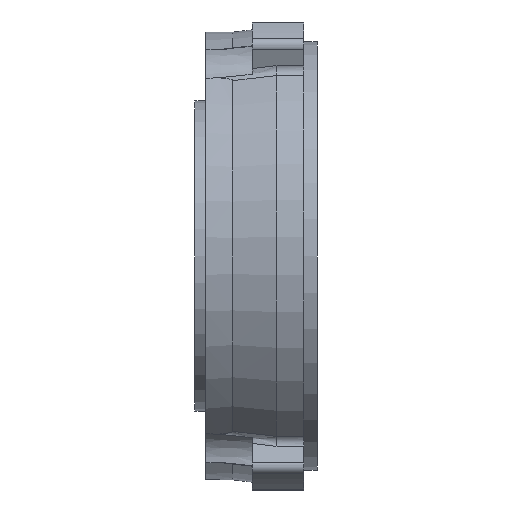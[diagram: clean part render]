
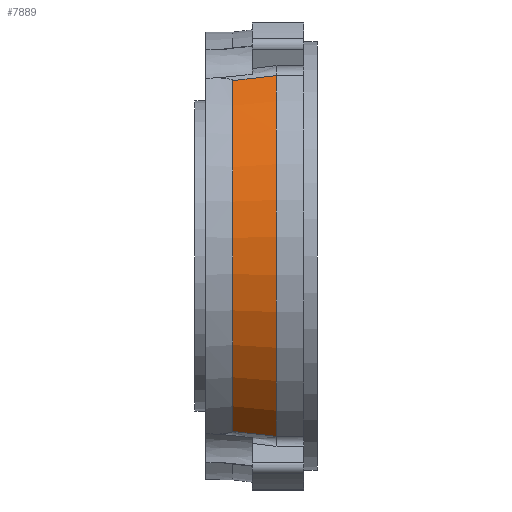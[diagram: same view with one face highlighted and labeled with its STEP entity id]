
A CAD part, front view. The second image highlights one B-rep face of the part: STEP entity #7889.
In plain terms, the highlighted conical face has half-angle 7.081 degrees and reference radius 84.5 mm.
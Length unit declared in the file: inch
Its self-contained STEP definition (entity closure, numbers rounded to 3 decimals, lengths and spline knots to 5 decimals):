
#98 = DIRECTION ( 'NONE',  ( 1., 0., 0. ) ) ;
#213 = CARTESIAN_POINT ( 'NONE',  ( 0.54331, -2.01799, -2.54508 ) ) ;
#250 = CARTESIAN_POINT ( 'NONE',  ( 0.75206, -2.02938, 2.56914 ) ) ;
#454 = CIRCLE ( 'NONE', #5758, 3.24803 ) ;
#638 = ORIENTED_EDGE ( 'NONE', *, *, #7918, .T. ) ;
#1011 = CARTESIAN_POINT ( 'NONE',  ( 0.75206, -2.02938, -2.56914 ) ) ;
#1146 = VERTEX_POINT ( 'NONE', #9352 ) ;
#1248 = DIRECTION ( 'NONE',  ( 0., 0., -1. ) ) ;
#1433 = EDGE_CURVE ( 'NONE', #1146, #8592, #9923, .T. ) ;
#1771 = DIRECTION ( 'NONE',  ( 0., 1., 0. ) ) ;
#1783 = ORIENTED_EDGE ( 'NONE', *, *, #1433, .T. ) ;
#2129 = ORIENTED_EDGE ( 'NONE', *, *, #9532, .F. ) ;
#2426 = AXIS2_PLACEMENT_3D ( 'NONE', #8836, #98, #1771 ) ;
#2483 = B_SPLINE_CURVE_WITH_KNOTS ( 'NONE', 3,
 ( #213, #1011, #4979, #9795 ),
 .UNSPECIFIED., .F., .F.,
 ( 4, 4 ),
 ( 0., 1. ),
 .UNSPECIFIED. ) ;
#4350 = CIRCLE ( 'NONE', #9818, 3.32677 ) ;
#4369 = CARTESIAN_POINT ( 'NONE',  ( 1.17717, 0., 0. ) ) ;
#4574 = DIRECTION ( 'NONE',  ( 0., 0., 1. ) ) ;
#4979 = CARTESIAN_POINT ( 'NONE',  ( 0.96334, -2.0409, -2.59348 ) ) ;
#5001 = CARTESIAN_POINT ( 'NONE',  ( 0.54331, -2.01799, 2.54508 ) ) ;
#5431 = DIRECTION ( 'NONE',  ( -1., 0., 0. ) ) ;
#5758 = AXIS2_PLACEMENT_3D ( 'NONE', #6091, #5431, #4574 ) ;
#5798 = ORIENTED_EDGE ( 'NONE', *, *, #8146, .T. ) ;
#6091 = CARTESIAN_POINT ( 'NONE',  ( 0.54331, 0., 0. ) ) ;
#6511 = EDGE_LOOP ( 'NONE', ( #2129, #638, #5798, #1783 ) ) ;
#6653 = CARTESIAN_POINT ( 'NONE',  ( 1.17717, -2.05255, 2.6181 ) ) ;
#7358 = CARTESIAN_POINT ( 'NONE',  ( 0.96334, -2.0409, 2.59348 ) ) ;
#7742 = CONICAL_SURFACE ( 'NONE', #2426, 3.32677, 0.124 ) ;
#7889 = ADVANCED_FACE ( 'NONE', ( #8368 ), #7742, .T. ) ;
#7918 = EDGE_CURVE ( 'NONE', #8429, #8947, #2483, .T. ) ;
#7978 = CARTESIAN_POINT ( 'NONE',  ( 0.54331, -2.01799, -2.54508 ) ) ;
#8146 = EDGE_CURVE ( 'NONE', #8947, #1146, #4350, .T. ) ;
#8368 = FACE_OUTER_BOUND ( 'NONE', #6511, .T. ) ;
#8429 = VERTEX_POINT ( 'NONE', #7978 ) ;
#8592 = VERTEX_POINT ( 'NONE', #5001 ) ;
#8836 = CARTESIAN_POINT ( 'NONE',  ( 1.17717, 0., 0. ) ) ;
#8947 = VERTEX_POINT ( 'NONE', #8991 ) ;
#8991 = CARTESIAN_POINT ( 'NONE',  ( 1.17717, -2.05255, -2.6181 ) ) ;
#9352 = CARTESIAN_POINT ( 'NONE',  ( 1.17717, -2.05255, 2.6181 ) ) ;
#9532 = EDGE_CURVE ( 'NONE', #8429, #8592, #454, .T. ) ;
#9795 = CARTESIAN_POINT ( 'NONE',  ( 1.17717, -2.05255, -2.6181 ) ) ;
#9818 = AXIS2_PLACEMENT_3D ( 'NONE', #4369, #10077, #1248 ) ;
#9893 = CARTESIAN_POINT ( 'NONE',  ( 0.54331, -2.01799, 2.54508 ) ) ;
#9923 = B_SPLINE_CURVE_WITH_KNOTS ( 'NONE', 3,
 ( #6653, #7358, #250, #9893 ),
 .UNSPECIFIED., .F., .F.,
 ( 4, 4 ),
 ( 0., 1. ),
 .UNSPECIFIED. ) ;
#10077 = DIRECTION ( 'NONE',  ( -1., 0., 0. ) ) ;
